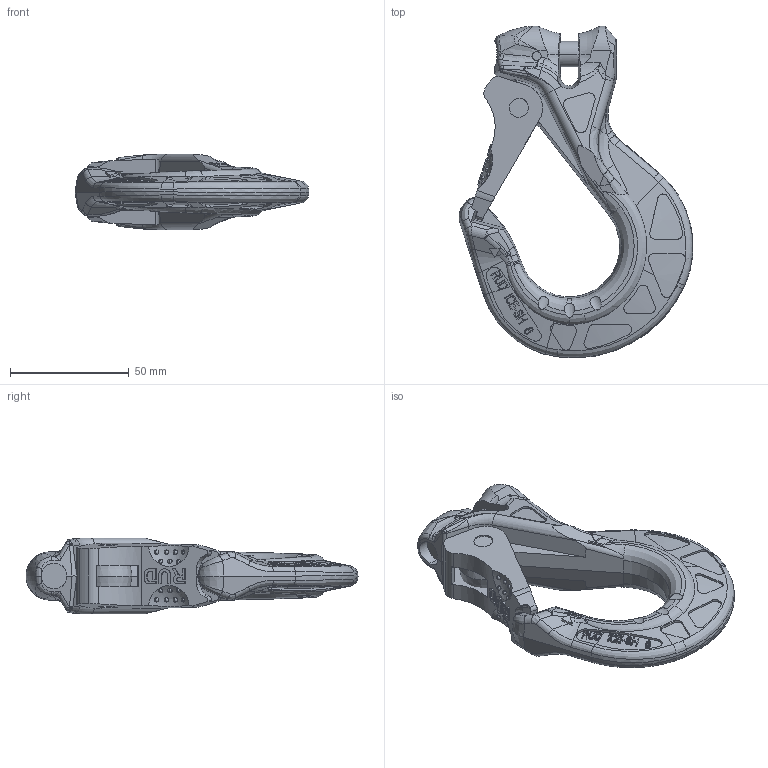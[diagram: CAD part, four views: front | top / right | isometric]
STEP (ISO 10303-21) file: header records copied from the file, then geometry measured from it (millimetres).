
FILE_DESCRIPTION((''),'2;1');
FILE_NAME('001-M33398-DXF1_ASM','2012-06-14T',('Roland.Jakubetz'),(''),'PRO/ENGINEER BY PARAMETRIC TECHNOLOGY CORPORATION, 2010140','PRO/ENGINEER BY PARAMETRIC TECHNOLOGY CORPORATION, 2010140','');
FILE_SCHEMA(('CONFIG_CONTROL_DESIGN'));
Products named in the file (3): 001-M33398-DXF1; 001-M31177-001; 001-M33398-DXF1_ASM
Assembly tree (2 placements, depth 2):
  001-M33398-DXF1_ASM
    001-M33398-DXF1
    001-M31177-001
Bounding box: 98.63 x 140 x 31.87 mm (x, y, z)
Volume: 107713.3 mm3; surface area: 28824.2 mm2
Topology: 2 solids, 2 shells, 889 faces, 2405 edges, 1525 vertices
Faces by surface type: plane 458, bspline 172, cylinder 144, cone 62, sphere 34, torus 17, extrusion 2
Entity records: 39599 total; most frequent: CARTESIAN_POINT 20040, ORIENTED_EDGE 4750, DIRECTION 2990, EDGE_CURVE 2375, VERTEX_POINT 1525, B_SPLINE_CURVE_WITH_KNOTS 1117, AXIS2_PLACEMENT_3D 1008, VECTOR 974
